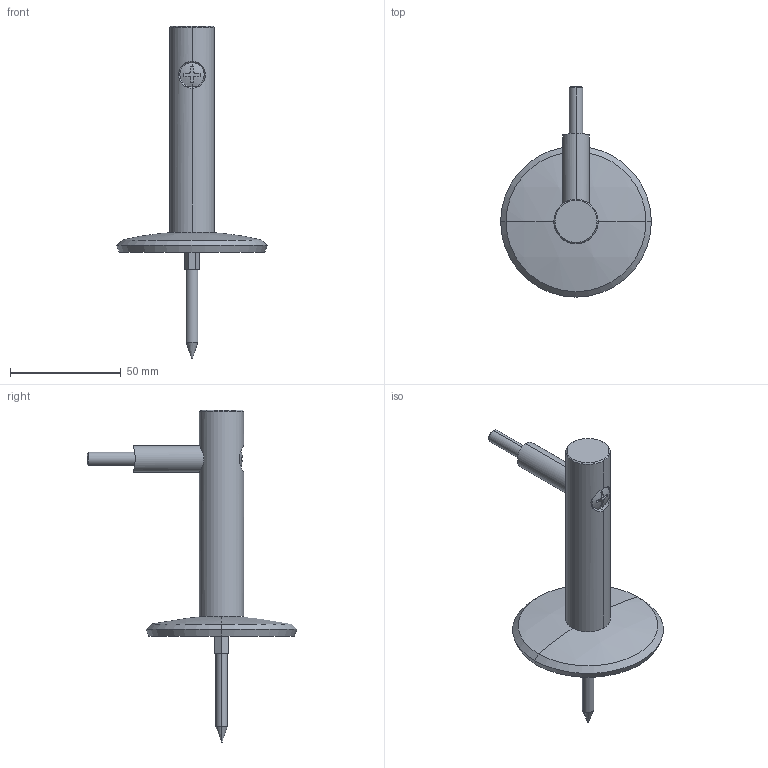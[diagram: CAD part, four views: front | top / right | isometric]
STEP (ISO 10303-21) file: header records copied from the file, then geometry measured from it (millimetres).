
FILE_DESCRIPTION (( 'STEP AP203' ), '1' );
FILE_NAME ('50197-240.STEP', '2020-09-28T06:49:49', ( '' ), ( '' ), 'SwSTEP 2.0', 'SolidWorks 2018', '' );
FILE_SCHEMA (( 'CONFIG_CONTROL_DESIGN' ));
Length unit declared in the file: millimetre
Products named in the file (12): 50197-240 Teil2_50197-240 Teil2; 50197-240 Teil4_50197-240 Teil4; 5834X-240-XX Konfig; 50197-240 Teil3; 50197-240 Teil1_50197-240 Teil1; 50197-240; 50197-240 Teil1; 50197-240 Teil3_50197-240 Teil3; 50197-240 Teil4; 5834X-240-XX Konfig_58341-240-80; 50197-240 Teil2
Assembly tree (7 placements, depth 2):
  50197-240 Teil3
  50197-240
    50197-240 Teil1_50197-240 Teil1
    50197-240 Teil3_50197-240 Teil3
    50197-240 Teil4_50197-240 Teil4
    50197-240 Teil2_50197-240 Teil2
    5834X-240-XX Konfig_58341-240-80
  50197-240 Teil1
  50197-240
    50197-240 Teil4
    5834X-240-XX Konfig
  50197-240 Teil2
Bounding box: 68 x 94.7 x 149.76 mm (x, y, z)
Volume: 50329.9 mm3; surface area: 21443.3 mm2
Topology: 5 solids, 5 shells, 565 faces, 1469 edges, 969 vertices
Faces by surface type: plane 266, bspline 217, cylinder 32, sphere 30, cone 20
Entity records: 31706 total; most frequent: CARTESIAN_POINT 18011, ORIENTED_EDGE 2930, DIRECTION 1989, EDGE_CURVE 1465, VERTEX_POINT 965, VECTOR 735, LINE 735, AXIS2_PLACEMENT_3D 627
